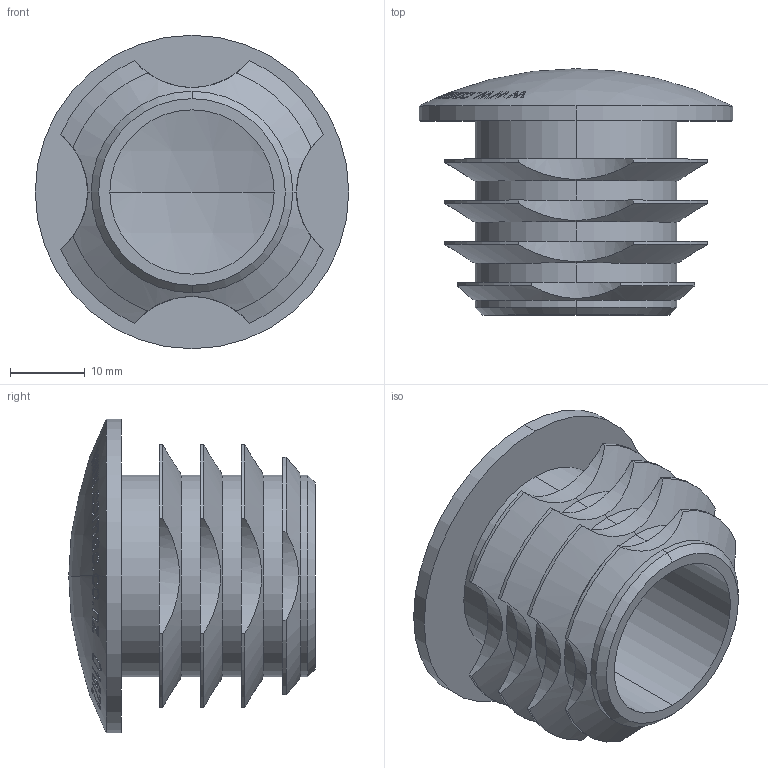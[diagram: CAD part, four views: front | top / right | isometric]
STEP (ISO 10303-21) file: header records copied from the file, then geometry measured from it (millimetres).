
FILE_DESCRIPTION (( 'STEP AP214' ), '1' );
FILE_NAME ('01672-Curved Top Pipe Plug Plastic Grey 42mm.STEP', '2018-07-19T22:10:49', ( '' ), ( '' ), 'SwSTEP 2.0', 'SolidWorks 2018', '' );
FILE_SCHEMA (( 'AUTOMOTIVE_DESIGN' ));
Length unit declared in the file: millimetre
Products named in the file (2): 01672-Curved Top Pipe Plug Plastic Grey 42mm
Bounding box: 42 x 33 x 42 mm (x, y, z)
Volume: 12123 mm3; surface area: 9775.6 mm2
Topology: 1 solids, 1 shells, 318 faces, 852 edges, 566 vertices
Faces by surface type: bspline 226, cylinder 46, sphere 30, cone 10, plane 6
Entity records: 28420 total; most frequent: CARTESIAN_POINT 22401, ORIENTED_EDGE 1704, EDGE_CURVE 852, B_SPLINE_CURVE_WITH_KNOTS 706, VERTEX_POINT 566, DIRECTION 424, EDGE_LOOP 348, FACE_OUTER_BOUND 318
